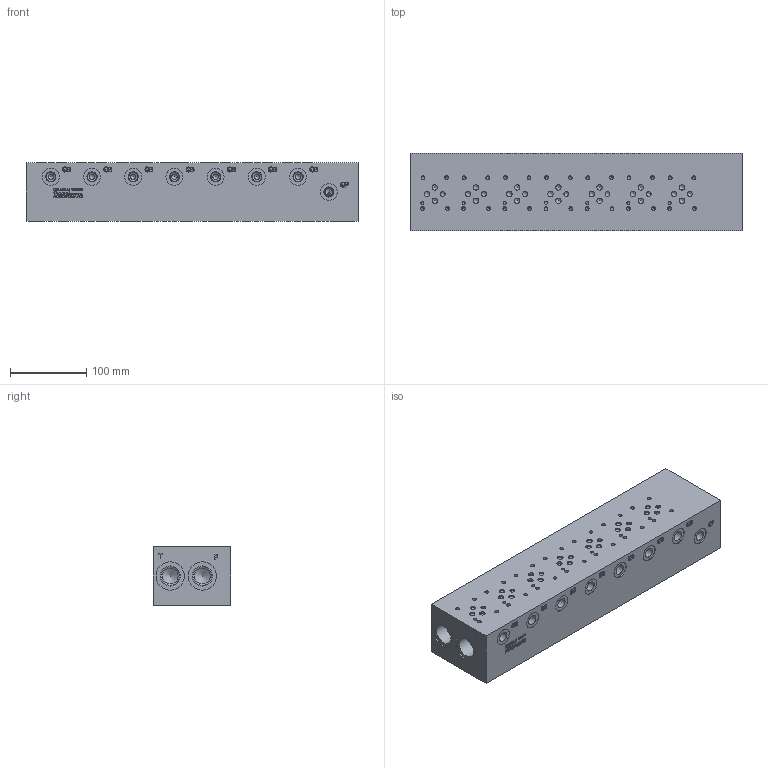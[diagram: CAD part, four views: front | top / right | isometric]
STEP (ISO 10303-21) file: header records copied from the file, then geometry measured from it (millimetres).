
FILE_DESCRIPTION(/* description */ (''),/* implementation_level */ '2;1');
FILE_NAME(/* name */ '_D03PB072B.stp',/* time_stamp */ '2022-11-01T15:35:05-04:00',/* author */ ('mikeh'),/* organization */ (''),/* preprocessor_version */ 'ST-DEVELOPER v18',/* originating_system */ 'Autodesk Inventor 2020',/* authorisation */ '');
FILE_SCHEMA (('AUTOMOTIVE_DESIGN { 1 0 10303 214 3 1 1 }'));
Products named in the file (1): Part_AD03PB072B_3D
Bounding box: 434.98 x 101.6 x 76.2 mm (x, y, z)
Volume: 3078739.1 mm3; surface area: 232553.7 mm2
Topology: 1 solids, 1 shells, 1803 faces, 4968 edges, 3392 vertices
Faces by surface type: plane 881, bspline 544, cylinder 241, cone 137
Full cylindrical faces by diameter (mm): 3.962 x7, 4.216 x28, 5.004 x28, 6.35 x7, 7.137 x35, 8.509 x4, 10.008 x4, 11.684 x15, 13.259 x15, 17.475 x14, 18.923 x14, 20.625 x5, 21.057 x14, 22.123 x15, 24.409 x6, 26.543 x6, 30.683 x14, 37.109 x6, 42.875 x2
Entity records: 61511 total; most frequent: CARTESIAN_POINT 17270, ORIENTED_EDGE 9732, DIRECTION 7180, EDGE_CURVE 4866, VERTEX_POINT 3392, LINE 2864, VECTOR 2864, AXIS2_PLACEMENT_3D 2158
